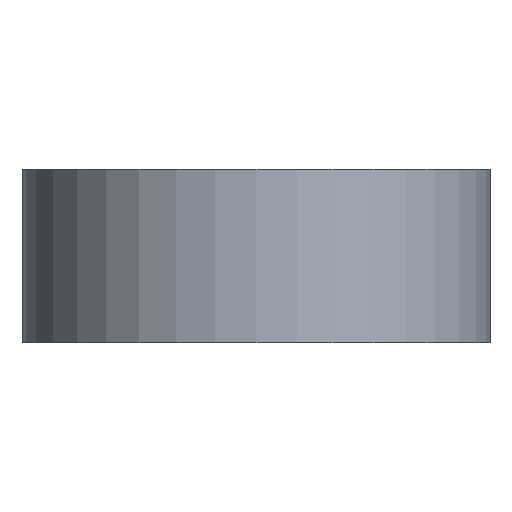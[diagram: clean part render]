
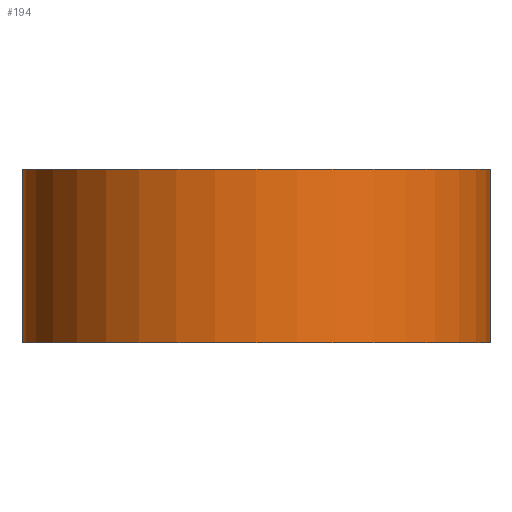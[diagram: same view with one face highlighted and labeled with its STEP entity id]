
A CAD part, left-side view. The second image highlights one B-rep face of the part: STEP entity #194.
In plain terms, the highlighted cylindrical face has radius 13.5 mm (diameter 27 mm), a partial arc.
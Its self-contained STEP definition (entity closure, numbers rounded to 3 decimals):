
#10 = VERTEX_POINT ( 'NONE', #928 ) ;
#17 = EDGE_CURVE ( 'NONE', #817, #816, #121, .T. ) ;
#46 = EDGE_CURVE ( 'NONE', #10, #588, #358, .T. ) ;
#101 = AXIS2_PLACEMENT_3D ( 'NONE', #910, #909, #907 ) ;
#121 = CIRCLE ( 'NONE', #101, 13.5 ) ;
#127 = AXIS2_PLACEMENT_3D ( 'NONE', #755, #745, #757 ) ;
#194 = ADVANCED_FACE ( 'NONE', ( #307 ), #320, .T. ) ;
#307 = FACE_OUTER_BOUND ( 'NONE', #610, .T. ) ;
#320 = CYLINDRICAL_SURFACE ( 'NONE', #127, 13.5 ) ;
#358 = CIRCLE ( 'NONE', #486, 13.5 ) ;
#367 = CARTESIAN_POINT ( 'NONE',  ( 0., 13.5, 5. ) ) ;
#372 = CARTESIAN_POINT ( 'NONE',  ( 0., -13.5, 5. ) ) ;
#416 = DIRECTION ( 'NONE',  ( 0., 0., 1. ) ) ;
#419 = CARTESIAN_POINT ( 'NONE',  ( 0., 13.5, -5. ) ) ;
#459 = DIRECTION ( 'NONE',  ( 0., 0., 1. ) ) ;
#471 = CARTESIAN_POINT ( 'NONE',  ( 0., -13.5, -5. ) ) ;
#476 = CARTESIAN_POINT ( 'NONE',  ( 0., -13.5, -5. ) ) ;
#486 = AXIS2_PLACEMENT_3D ( 'NONE', #855, #853, #852 ) ;
#493 = VECTOR ( 'NONE', #459, 1000. ) ;
#499 = LINE ( 'NONE', #471, #493 ) ;
#513 = VECTOR ( 'NONE', #416, 1000. ) ;
#526 = LINE ( 'NONE', #419, #513 ) ;
#588 = VERTEX_POINT ( 'NONE', #476 ) ;
#610 = EDGE_LOOP ( 'NONE', ( #922, #918, #917, #913 ) ) ;
#627 = EDGE_CURVE ( 'NONE', #588, #816, #499, .T. ) ;
#733 = EDGE_CURVE ( 'NONE', #10, #817, #526, .T. ) ;
#745 = DIRECTION ( 'NONE',  ( 0., 0., 1. ) ) ;
#755 = CARTESIAN_POINT ( 'NONE',  ( 0., 0., -5. ) ) ;
#757 = DIRECTION ( 'NONE',  ( 1., 0., 0. ) ) ;
#816 = VERTEX_POINT ( 'NONE', #372 ) ;
#817 = VERTEX_POINT ( 'NONE', #367 ) ;
#852 = DIRECTION ( 'NONE',  ( 1., 0., 0. ) ) ;
#853 = DIRECTION ( 'NONE',  ( 0., 0., 1. ) ) ;
#855 = CARTESIAN_POINT ( 'NONE',  ( 0., 0., -5. ) ) ;
#907 = DIRECTION ( 'NONE',  ( 1., 0., 0. ) ) ;
#909 = DIRECTION ( 'NONE',  ( 0., 0., 1. ) ) ;
#910 = CARTESIAN_POINT ( 'NONE',  ( 0., 0., 5. ) ) ;
#913 = ORIENTED_EDGE ( 'NONE', *, *, #46, .T. ) ;
#917 = ORIENTED_EDGE ( 'NONE', *, *, #733, .F. ) ;
#918 = ORIENTED_EDGE ( 'NONE', *, *, #17, .F. ) ;
#922 = ORIENTED_EDGE ( 'NONE', *, *, #627, .T. ) ;
#928 = CARTESIAN_POINT ( 'NONE',  ( 0., 13.5, -5. ) ) ;
